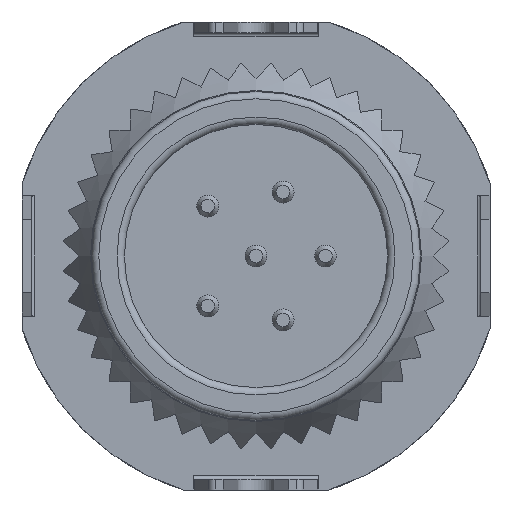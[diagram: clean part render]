
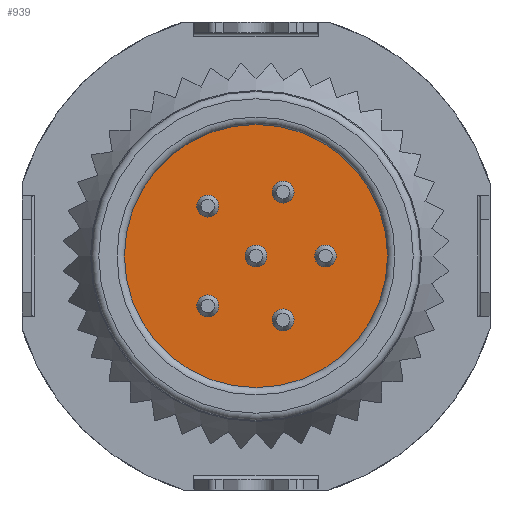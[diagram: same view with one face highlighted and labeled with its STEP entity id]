
A CAD part, left-side view. The second image highlights one B-rep face of the part: STEP entity #939.
In plain terms, the highlighted planar face has unit normal (-1, 0, 0).
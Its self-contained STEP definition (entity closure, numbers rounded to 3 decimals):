
#323=FACE_BOUND('',#1868,.T.);
#324=FACE_BOUND('',#1869,.T.);
#325=FACE_BOUND('',#1870,.T.);
#326=FACE_BOUND('',#1871,.T.);
#327=FACE_BOUND('',#1872,.T.);
#328=FACE_BOUND('',#1873,.T.);
#329=FACE_BOUND('',#1874,.T.);
#425=PLANE('',#7452);
#939=ADVANCED_FACE('',(#323,#324,#325,#326,#327,#328,#329),#425,.T.);
#1868=EDGE_LOOP('',(#3130));
#1869=EDGE_LOOP('',(#3131));
#1870=EDGE_LOOP('',(#3132));
#1871=EDGE_LOOP('',(#3133));
#1872=EDGE_LOOP('',(#3134));
#1873=EDGE_LOOP('',(#3135));
#1874=EDGE_LOOP('',(#3136));
#2271=CIRCLE('',#7439,0.3);
#2272=CIRCLE('',#7441,0.3);
#2273=CIRCLE('',#7443,0.3);
#2274=CIRCLE('',#7445,0.3);
#2275=CIRCLE('',#7447,0.3);
#2276=CIRCLE('',#7449,0.3);
#2277=CIRCLE('',#7451,3.6);
#3130=ORIENTED_EDGE('',*,*,#5498,.T.);
#3131=ORIENTED_EDGE('',*,*,#5497,.T.);
#3132=ORIENTED_EDGE('',*,*,#5496,.T.);
#3133=ORIENTED_EDGE('',*,*,#5495,.T.);
#3134=ORIENTED_EDGE('',*,*,#5494,.T.);
#3135=ORIENTED_EDGE('',*,*,#5493,.T.);
#3136=ORIENTED_EDGE('',*,*,#5499,.T.);
#4704=VERTEX_POINT('',#11209);
#4705=VERTEX_POINT('',#11212);
#4706=VERTEX_POINT('',#11215);
#4707=VERTEX_POINT('',#11218);
#4708=VERTEX_POINT('',#11221);
#4709=VERTEX_POINT('',#11224);
#4710=VERTEX_POINT('',#11227);
#5493=EDGE_CURVE('',#4704,#4704,#2271,.T.);
#5494=EDGE_CURVE('',#4705,#4705,#2272,.T.);
#5495=EDGE_CURVE('',#4706,#4706,#2273,.T.);
#5496=EDGE_CURVE('',#4707,#4707,#2274,.T.);
#5497=EDGE_CURVE('',#4708,#4708,#2275,.T.);
#5498=EDGE_CURVE('',#4709,#4709,#2276,.T.);
#5499=EDGE_CURVE('',#4710,#4710,#2277,.T.);
#7439=AXIS2_PLACEMENT_3D('',#11208,#8600,#8601);
#7441=AXIS2_PLACEMENT_3D('',#11211,#8604,#8605);
#7443=AXIS2_PLACEMENT_3D('',#11214,#8608,#8609);
#7445=AXIS2_PLACEMENT_3D('',#11217,#8612,#8613);
#7447=AXIS2_PLACEMENT_3D('',#11220,#8616,#8617);
#7449=AXIS2_PLACEMENT_3D('',#11223,#8620,#8621);
#7451=AXIS2_PLACEMENT_3D('',#11226,#8624,#8625);
#7452=AXIS2_PLACEMENT_3D('',#11228,#8626,#8627);
#8600=DIRECTION('',(1.,0.,0.));
#8601=DIRECTION('',(0.,0.,1.));
#8604=DIRECTION('',(1.,0.,0.));
#8605=DIRECTION('',(0.,0.,1.));
#8608=DIRECTION('',(1.,0.,0.));
#8609=DIRECTION('',(0.,0.,1.));
#8612=DIRECTION('',(1.,0.,0.));
#8613=DIRECTION('',(0.,0.,1.));
#8616=DIRECTION('',(1.,0.,0.));
#8617=DIRECTION('',(0.,0.,1.));
#8620=DIRECTION('',(1.,0.,0.));
#8621=DIRECTION('',(0.,0.,1.));
#8624=DIRECTION('',(-1.,0.,0.));
#8625=DIRECTION('',(0.,0.,1.));
#8626=DIRECTION('',(-1.,0.,0.));
#8627=DIRECTION('',(0.,0.,1.));
#11208=CARTESIAN_POINT('',(0.2,1.319,-1.366));
#11209=CARTESIAN_POINT('',(0.2,1.319,-1.066));
#11211=CARTESIAN_POINT('',(0.2,-0.742,-1.749));
#11212=CARTESIAN_POINT('',(0.2,-0.742,-1.449));
#11214=CARTESIAN_POINT('',(0.2,0.,0.));
#11215=CARTESIAN_POINT('',(0.2,0.,0.3));
#11217=CARTESIAN_POINT('',(0.2,-1.9,0.));
#11218=CARTESIAN_POINT('',(0.2,-1.9,0.3));
#11220=CARTESIAN_POINT('',(0.2,1.319,1.366));
#11221=CARTESIAN_POINT('',(0.2,1.319,1.666));
#11223=CARTESIAN_POINT('',(0.2,-0.742,1.749));
#11224=CARTESIAN_POINT('',(0.2,-0.742,2.049));
#11226=CARTESIAN_POINT('',(0.2,0.,0.));
#11227=CARTESIAN_POINT('',(0.2,0.,3.6));
#11228=CARTESIAN_POINT('',(0.2,0.,0.));
